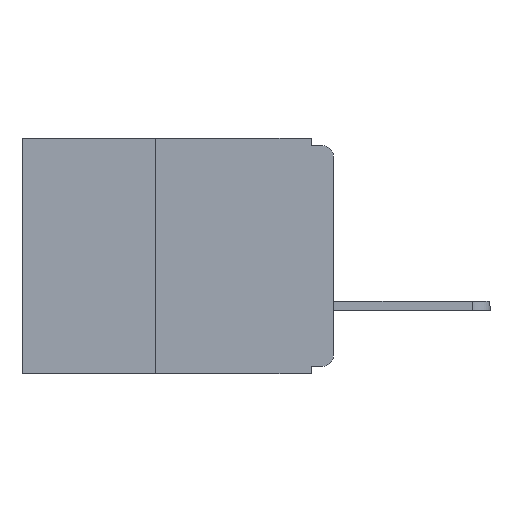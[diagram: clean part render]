
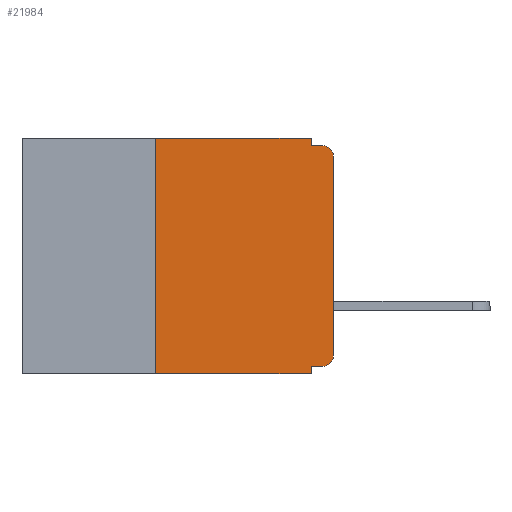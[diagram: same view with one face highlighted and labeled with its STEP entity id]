
A CAD part, left-side view. The second image highlights one B-rep face of the part: STEP entity #21984.
In plain terms, the highlighted planar face has unit normal (-1, 0, 0).
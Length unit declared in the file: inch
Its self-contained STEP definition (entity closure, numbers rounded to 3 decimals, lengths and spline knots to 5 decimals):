
#34 = VECTOR ( 'NONE', #13720, 39.37008 ) ;
#1368 = CARTESIAN_POINT ( 'NONE',  ( 0., 0.437, 0. ) ) ;
#1518 = CARTESIAN_POINT ( 'NONE',  ( 0., 0.031, 0. ) ) ;
#2008 = EDGE_CURVE ( 'NONE', #11862, #7790, #2413, .T. ) ;
#2413 = LINE ( 'NONE', #25085, #3037 ) ;
#2459 = VECTOR ( 'NONE', #24257, 39.37008 ) ;
#2533 = CARTESIAN_POINT ( 'NONE',  ( 0., 0.25, -0.33 ) ) ;
#2993 = LINE ( 'NONE', #20863, #23650 ) ;
#3037 = VECTOR ( 'NONE', #11844, 39.37008 ) ;
#3482 = AXIS2_PLACEMENT_3D ( 'NONE', #1368, #21363, #9423 ) ;
#3500 = DIRECTION ( 'NONE',  ( 0., 0., -1. ) ) ;
#3909 = ORIENTED_EDGE ( 'NONE', *, *, #20375, .F. ) ;
#4114 = CARTESIAN_POINT ( 'NONE',  ( 0., 0.031, -0.32 ) ) ;
#4401 = EDGE_CURVE ( 'NONE', #6939, #23720, #17308, .T. ) ;
#4531 = VERTEX_POINT ( 'NONE', #16521 ) ;
#4827 = ORIENTED_EDGE ( 'NONE', *, *, #4401, .T. ) ;
#4875 = EDGE_LOOP ( 'NONE', ( #8292, #4827, #10169, #10776, #3909, #19605, #9623, #10531, #24924, #18719 ) ) ;
#5814 = EDGE_CURVE ( 'NONE', #11862, #23879, #15967, .T. ) ;
#6209 = DIRECTION ( 'NONE',  ( 0., 1., 0. ) ) ;
#6939 = VERTEX_POINT ( 'NONE', #10092 ) ;
#7790 = VERTEX_POINT ( 'NONE', #19230 ) ;
#8292 = ORIENTED_EDGE ( 'NONE', *, *, #9589, .T. ) ;
#8480 = EDGE_CURVE ( 'NONE', #4531, #17390, #24287, .T. ) ;
#9416 = CARTESIAN_POINT ( 'NONE',  ( 0., 0.25, 0. ) ) ;
#9418 = CARTESIAN_POINT ( 'NONE',  ( 0., 0.031, -0.01 ) ) ;
#9423 = DIRECTION ( 'NONE',  ( 0., 0., -1. ) ) ;
#9589 = EDGE_CURVE ( 'NONE', #9831, #6939, #17989, .T. ) ;
#9623 = ORIENTED_EDGE ( 'NONE', *, *, #2008, .T. ) ;
#9671 = CARTESIAN_POINT ( 'NONE',  ( 0., 0., -0.305 ) ) ;
#9781 = AXIS2_PLACEMENT_3D ( 'NONE', #9996, #23960, #11964 ) ;
#9831 = VERTEX_POINT ( 'NONE', #9671 ) ;
#9995 = VERTEX_POINT ( 'NONE', #4114 ) ;
#9996 = CARTESIAN_POINT ( 'NONE',  ( 0., 0.015, -0.305 ) ) ;
#10092 = CARTESIAN_POINT ( 'NONE',  ( 0., 0., -0.025 ) ) ;
#10169 = ORIENTED_EDGE ( 'NONE', *, *, #12429, .F. ) ;
#10531 = ORIENTED_EDGE ( 'NONE', *, *, #14764, .F. ) ;
#10776 = ORIENTED_EDGE ( 'NONE', *, *, #8480, .F. ) ;
#11844 = DIRECTION ( 'NONE',  ( 0., -1., 0. ) ) ;
#11862 = VERTEX_POINT ( 'NONE', #2533 ) ;
#11964 = DIRECTION ( 'NONE',  ( 0., 0., -1. ) ) ;
#12429 = EDGE_CURVE ( 'NONE', #17390, #23720, #17802, .T. ) ;
#12903 = DIRECTION ( 'NONE',  ( 0., 0., 1. ) ) ;
#12961 = VERTEX_POINT ( 'NONE', #15935 ) ;
#13071 = VECTOR ( 'NONE', #23770, 39.37008 ) ;
#13353 = CARTESIAN_POINT ( 'NONE',  ( 0., 0.25, -0.33 ) ) ;
#13720 = DIRECTION ( 'NONE',  ( 0., 0., 1. ) ) ;
#13896 = EDGE_CURVE ( 'NONE', #12961, #9995, #23351, .T. ) ;
#14764 = EDGE_CURVE ( 'NONE', #9995, #7790, #2993, .T. ) ;
#14900 = CARTESIAN_POINT ( 'NONE',  ( 0., 0.015, -0.01 ) ) ;
#14931 = DIRECTION ( 'NONE',  ( 0., 0., -1. ) ) ;
#15123 = CIRCLE ( 'NONE', #9781, 0.015 ) ;
#15210 = AXIS2_PLACEMENT_3D ( 'NONE', #20709, #20480, #20689 ) ;
#15935 = CARTESIAN_POINT ( 'NONE',  ( 0., 0.015, -0.32 ) ) ;
#15967 = LINE ( 'NONE', #13353, #34 ) ;
#16521 = CARTESIAN_POINT ( 'NONE',  ( 0., 0.031, 0. ) ) ;
#17308 = CIRCLE ( 'NONE', #15210, 0.015 ) ;
#17390 = VERTEX_POINT ( 'NONE', #9418 ) ;
#17557 = EDGE_CURVE ( 'NONE', #12961, #9831, #15123, .T. ) ;
#17802 = LINE ( 'NONE', #20343, #2459 ) ;
#17830 = CARTESIAN_POINT ( 'NONE',  ( 0., 0.437, 0. ) ) ;
#17989 = LINE ( 'NONE', #22866, #22682 ) ;
#18027 = VECTOR ( 'NONE', #6209, 39.37008 ) ;
#18212 = CARTESIAN_POINT ( 'NONE',  ( 0., 0., -0.32 ) ) ;
#18719 = ORIENTED_EDGE ( 'NONE', *, *, #17557, .T. ) ;
#19029 = VECTOR ( 'NONE', #3500, 39.37008 ) ;
#19230 = CARTESIAN_POINT ( 'NONE',  ( 0., 0.031, -0.33 ) ) ;
#19401 = PLANE ( 'NONE',  #3482 ) ;
#19605 = ORIENTED_EDGE ( 'NONE', *, *, #5814, .F. ) ;
#19653 = LINE ( 'NONE', #17830, #13071 ) ;
#20343 = CARTESIAN_POINT ( 'NONE',  ( 0., 0., -0.01 ) ) ;
#20375 = EDGE_CURVE ( 'NONE', #23879, #4531, #19653, .T. ) ;
#20480 = DIRECTION ( 'NONE',  ( -1., 0., 0. ) ) ;
#20689 = DIRECTION ( 'NONE',  ( 0., 0., -1. ) ) ;
#20709 = CARTESIAN_POINT ( 'NONE',  ( 0., 0.015, -0.025 ) ) ;
#20863 = CARTESIAN_POINT ( 'NONE',  ( 0., 0.031, -0.33 ) ) ;
#21363 = DIRECTION ( 'NONE',  ( 1., 0., 0. ) ) ;
#21754 = FACE_OUTER_BOUND ( 'NONE', #4875, .T. ) ;
#21984 = ADVANCED_FACE ( 'NONE', ( #21754 ), #19401, .F. ) ;
#22682 = VECTOR ( 'NONE', #12903, 39.37008 ) ;
#22866 = CARTESIAN_POINT ( 'NONE',  ( 0., 0., 0. ) ) ;
#23351 = LINE ( 'NONE', #18212, #18027 ) ;
#23650 = VECTOR ( 'NONE', #14931, 39.37008 ) ;
#23720 = VERTEX_POINT ( 'NONE', #14900 ) ;
#23770 = DIRECTION ( 'NONE',  ( 0., -1., 0. ) ) ;
#23879 = VERTEX_POINT ( 'NONE', #9416 ) ;
#23960 = DIRECTION ( 'NONE',  ( -1., 0., 0. ) ) ;
#24257 = DIRECTION ( 'NONE',  ( 0., -1., 0. ) ) ;
#24287 = LINE ( 'NONE', #1518, #19029 ) ;
#24924 = ORIENTED_EDGE ( 'NONE', *, *, #13896, .F. ) ;
#25085 = CARTESIAN_POINT ( 'NONE',  ( 0., 0.437, -0.33 ) ) ;
